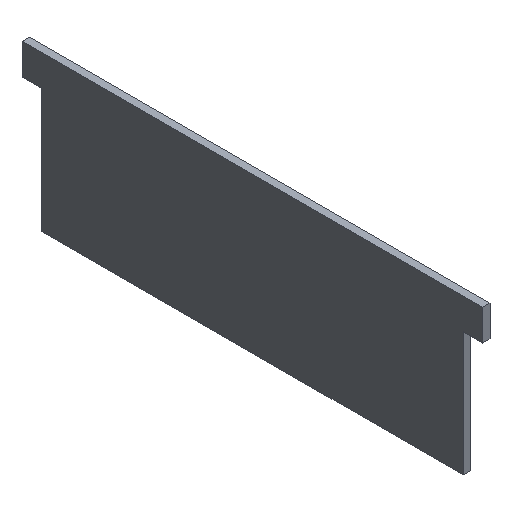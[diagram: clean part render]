
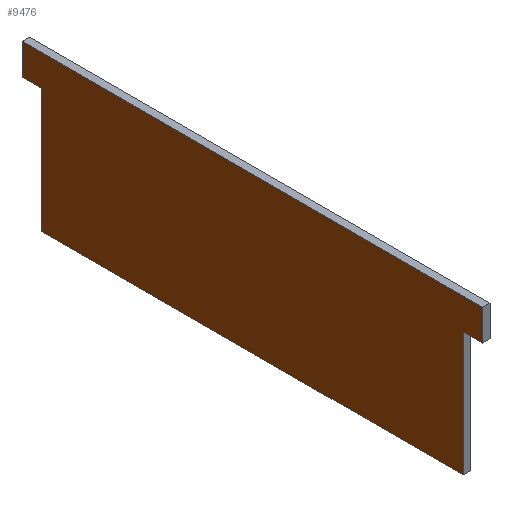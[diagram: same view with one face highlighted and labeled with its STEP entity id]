
A CAD part, isometric view. The second image highlights one B-rep face of the part: STEP entity #9476.
In plain terms, the highlighted planar face has unit normal (-1, 0, 0).
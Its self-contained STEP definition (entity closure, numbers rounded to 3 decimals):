
#1442=FACE_OUTER_BOUND('',#1999,.T.);
#1999=EDGE_LOOP('',(#8735,#8736,#8737,#8738,#8739,#8740,#8741,#8742));
#2799=LINE('',#16597,#3613);
#2801=LINE('',#16601,#3615);
#2803=LINE('',#16605,#3617);
#2805=LINE('',#16609,#3619);
#2807=LINE('',#16613,#3621);
#2809=LINE('',#16617,#3623);
#2811=LINE('',#16621,#3625);
#2813=LINE('',#16624,#3627);
#3613=VECTOR('',#10940,10.);
#3615=VECTOR('',#10944,10.);
#3617=VECTOR('',#10948,10.);
#3619=VECTOR('',#10952,10.);
#3621=VECTOR('',#10956,10.);
#3623=VECTOR('',#10960,10.);
#3625=VECTOR('',#10964,10.);
#3627=VECTOR('',#10968,10.);
#4550=VERTEX_POINT('',#16594);
#4551=VERTEX_POINT('',#16596);
#4552=VERTEX_POINT('',#16600);
#4553=VERTEX_POINT('',#16604);
#4554=VERTEX_POINT('',#16608);
#4555=VERTEX_POINT('',#16612);
#4556=VERTEX_POINT('',#16616);
#4557=VERTEX_POINT('',#16620);
#5938=EDGE_CURVE('',#4551,#4550,#2799,.T.);
#5940=EDGE_CURVE('',#4552,#4551,#2801,.T.);
#5942=EDGE_CURVE('',#4553,#4552,#2803,.T.);
#5944=EDGE_CURVE('',#4554,#4553,#2805,.T.);
#5946=EDGE_CURVE('',#4555,#4554,#2807,.T.);
#5948=EDGE_CURVE('',#4556,#4555,#2809,.T.);
#5950=EDGE_CURVE('',#4557,#4556,#2811,.T.);
#5952=EDGE_CURVE('',#4550,#4557,#2813,.T.);
#8735=ORIENTED_EDGE('',*,*,#5952,.T.);
#8736=ORIENTED_EDGE('',*,*,#5950,.T.);
#8737=ORIENTED_EDGE('',*,*,#5948,.T.);
#8738=ORIENTED_EDGE('',*,*,#5946,.T.);
#8739=ORIENTED_EDGE('',*,*,#5944,.T.);
#8740=ORIENTED_EDGE('',*,*,#5942,.T.);
#8741=ORIENTED_EDGE('',*,*,#5940,.T.);
#8742=ORIENTED_EDGE('',*,*,#5938,.T.);
#8964=PLANE('',#9712);
#9476=ADVANCED_FACE('',(#1442),#8964,.T.);
#9712=AXIS2_PLACEMENT_3D('',#16626,#10971,#10972);
#10940=DIRECTION('',(0.,-1.,0.));
#10944=DIRECTION('',(0.,0.,-1.));
#10948=DIRECTION('',(0.,-1.,0.));
#10952=DIRECTION('',(0.,0.,-1.));
#10956=DIRECTION('',(0.,1.,0.));
#10960=DIRECTION('',(0.,0.,1.));
#10964=DIRECTION('',(0.,-1.,0.));
#10968=DIRECTION('',(0.,0.,1.));
#10971=DIRECTION('center_axis',(-1.,0.,0.));
#10972=DIRECTION('ref_axis',(0.,0.,1.));
#16594=CARTESIAN_POINT('',(-1.9,-54.5,0.));
#16596=CARTESIAN_POINT('',(-1.9,54.5,0.));
#16597=CARTESIAN_POINT('',(-1.9,54.5,0.));
#16600=CARTESIAN_POINT('',(-1.9,54.5,32.));
#16601=CARTESIAN_POINT('',(-1.9,54.5,32.));
#16604=CARTESIAN_POINT('',(-1.9,59.5,32.));
#16605=CARTESIAN_POINT('',(-1.9,59.5,32.));
#16608=CARTESIAN_POINT('',(-1.9,59.5,40.));
#16609=CARTESIAN_POINT('',(-1.9,59.5,40.));
#16612=CARTESIAN_POINT('',(-1.9,-59.5,40.));
#16613=CARTESIAN_POINT('',(-1.9,-59.5,40.));
#16616=CARTESIAN_POINT('',(-1.9,-59.5,32.));
#16617=CARTESIAN_POINT('',(-1.9,-59.5,32.));
#16620=CARTESIAN_POINT('',(-1.9,-54.5,32.));
#16621=CARTESIAN_POINT('',(-1.9,-54.5,32.));
#16624=CARTESIAN_POINT('',(-1.9,-54.5,0.));
#16626=CARTESIAN_POINT('Origin',(-1.9,0.,20.));
